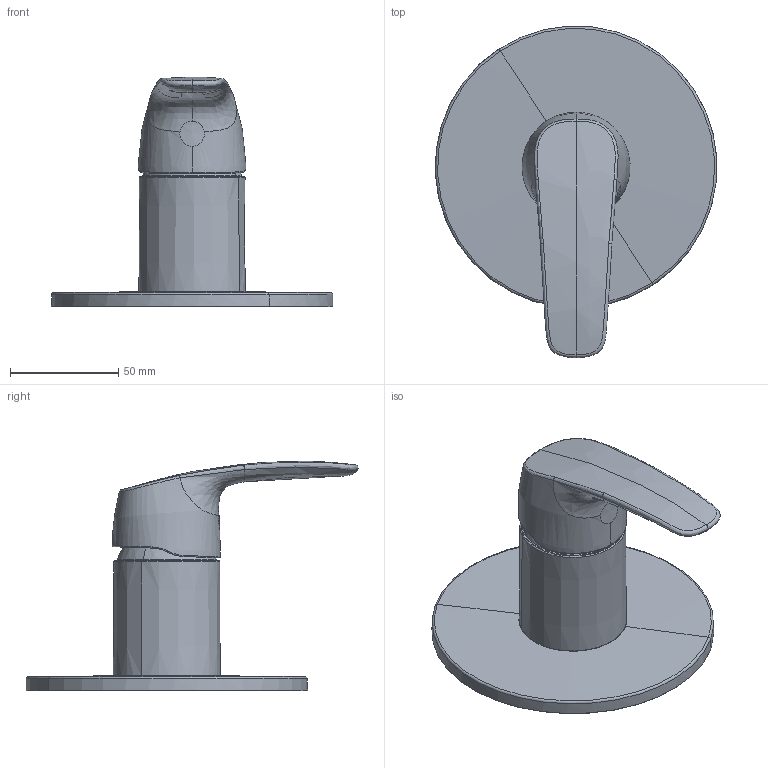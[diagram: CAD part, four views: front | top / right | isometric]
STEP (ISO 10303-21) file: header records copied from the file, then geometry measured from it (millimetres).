
FILE_DESCRIPTION (( 'STEP AP203' ), '1' );
FILE_NAME ('45179183.STEP', '2018-06-07T05:20:21', ( '' ), ( '' ), 'SwSTEP 2.0', 'SolidWorks 2016', '' );
FILE_SCHEMA (( 'CONFIG_CONTROL_DESIGN' ));
Length unit declared in the file: millimetre
Products named in the file (1): 45179183
Bounding box: 129.76 x 153.09 x 105.92 mm (x, y, z)
Volume: 270352 mm3; surface area: 47300.7 mm2
Topology: 1 solids, 1 shells, 54 faces, 127 edges, 77 vertices
Faces by surface type: bspline 26, torus 8, plane 7, cylinder 5, sphere 4, cone 4
Entity records: 8985 total; most frequent: CARTESIAN_POINT 7863, ORIENTED_EDGE 254, DIRECTION 160, EDGE_CURVE 127, VERTEX_POINT 77, AXIS2_PLACEMENT_3D 74, B_SPLINE_CURVE_WITH_KNOTS 70, EDGE_LOOP 56
